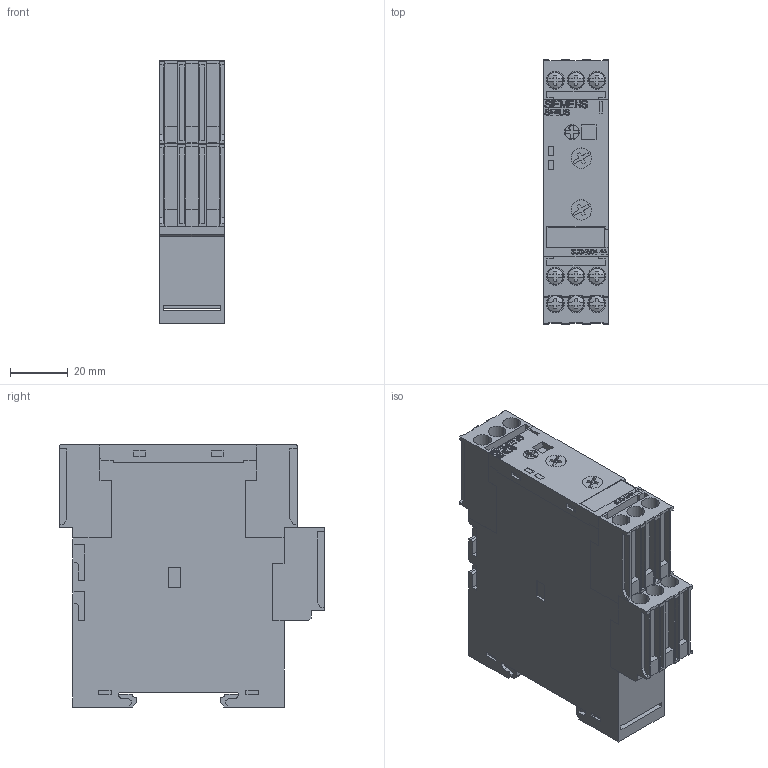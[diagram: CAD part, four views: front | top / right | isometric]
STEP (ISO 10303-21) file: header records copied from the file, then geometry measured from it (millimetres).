
FILE_DESCRIPTION(('STEP AP214'),'1');
FILE_NAME('cctmp_47DD5F57-AC41-4209-9258-780E14256C5C_2023_08_15_13_06_03_0464..stp','2023-08-15T11:06:04',('SIEMENS A&D'),('CADClick - www.CADClick.com'),'Spatial InterOp 3D postprocessed',' ','unknown authorization');
FILE_SCHEMA(('AUTOMOTIVE_DESIGN'));
Length unit declared in the file: millimetre
Products named in the file (3): cc_unnamed; 2023_08_15_13_06_03_0397; 2023_08_15_13_06_03_0393
Assembly tree (2 placements, depth 2):
  cc_unnamed
    2023_08_15_13_06_03_0397
    2023_08_15_13_06_03_0393
Bounding box: 22.5 x 91.9 x 91 mm (x, y, z)
Volume: 152750.8 mm3; surface area: 34230.8 mm2
Topology: 2 solids, 2 shells, 1161 faces, 3216 edges, 2140 vertices
Faces by surface type: plane 745, cylinder 232, bspline 184
Entity records: 49433 total; most frequent: CARTESIAN_POINT 17204, ORIENTED_EDGE 6432, DIRECTION 5152, EDGE_CURVE 3216, LINE 2396, VECTOR 2396, VERTEX_POINT 2140, AXIS2_PLACEMENT_3D 1378
